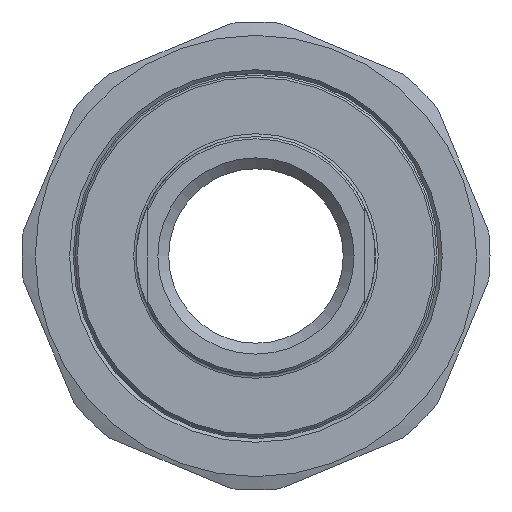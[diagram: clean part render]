
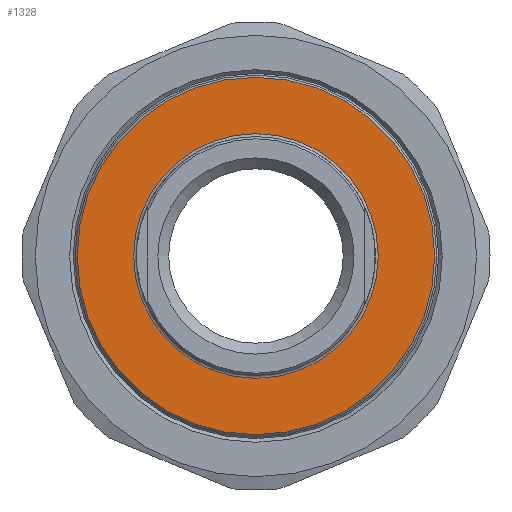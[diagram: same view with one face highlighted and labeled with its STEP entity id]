
A CAD part, left-side view. The second image highlights one B-rep face of the part: STEP entity #1328.
In plain terms, the highlighted planar face has unit normal (-1, 0, 0).
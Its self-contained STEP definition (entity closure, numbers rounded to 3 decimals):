
#49=FACE_BOUND('',#297,.T.);
#133=PLANE('',#1583);
#205=FACE_OUTER_BOUND('',#296,.T.);
#296=EDGE_LOOP('',(#1191));
#297=EDGE_LOOP('',(#1192));
#523=CIRCLE('',#1581,16.9);
#525=CIRCLE('',#1584,24.7);
#651=VERTEX_POINT('',#2469);
#652=VERTEX_POINT('',#2474);
#836=EDGE_CURVE('',#651,#651,#523,.T.);
#838=EDGE_CURVE('',#652,#652,#525,.T.);
#1191=ORIENTED_EDGE('',*,*,#838,.F.);
#1192=ORIENTED_EDGE('',*,*,#836,.F.);
#1328=ADVANCED_FACE('',(#205,#49),#133,.T.);
#1581=AXIS2_PLACEMENT_3D('',#2471,#2004,#2005);
#1583=AXIS2_PLACEMENT_3D('',#2473,#2008,#2009);
#1584=AXIS2_PLACEMENT_3D('',#2475,#2010,#2011);
#2004=DIRECTION('center_axis',(-1.,0.,0.));
#2005=DIRECTION('ref_axis',(0.,-1.,0.));
#2008=DIRECTION('center_axis',(-1.,0.,0.));
#2009=DIRECTION('ref_axis',(0.,0.,1.));
#2010=DIRECTION('center_axis',(1.,0.,0.));
#2011=DIRECTION('ref_axis',(0.,-1.,0.));
#2469=CARTESIAN_POINT('',(-13.5,0.,16.9));
#2471=CARTESIAN_POINT('Origin',(-13.5,0.,0.));
#2473=CARTESIAN_POINT('Origin',(-13.5,25.,0.));
#2474=CARTESIAN_POINT('',(-13.5,24.7,0.));
#2475=CARTESIAN_POINT('Origin',(-13.5,0.,0.));
